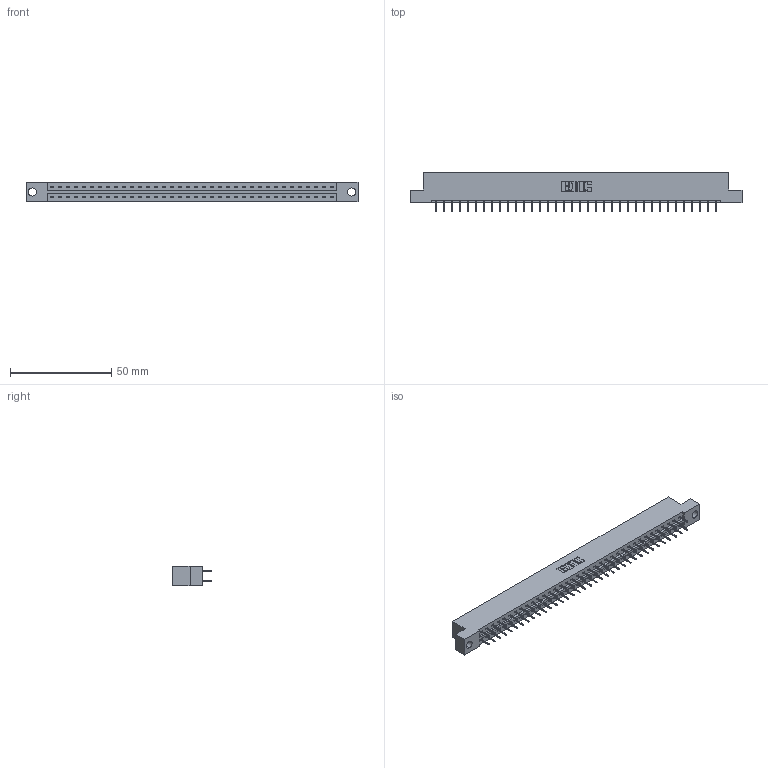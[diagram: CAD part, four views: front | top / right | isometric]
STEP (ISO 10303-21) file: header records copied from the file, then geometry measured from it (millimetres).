
FILE_DESCRIPTION (( 'STEP AP203' ), '1' );
FILE_NAME ('333-072-524-204.STEP', '2018-08-04T20:40:28', ( '' ), ( '' ), 'SwSTEP 2.0', 'SolidWorks 2016', '' );
FILE_SCHEMA (( 'CONFIG_CONTROL_DESIGN' ));
Length unit declared in the file: inch
Products named in the file (3): 333 Part_Flush - .156 Dia - TH; 345-292-001_345-293-124; 333-072-524-204
Assembly tree (73 placements, depth 2):
  333-072-524-204
    333 Part_Flush - .156 Dia - TH
    345-292-001_345-293-124  x72
Bounding box: 164.19 x 19.69 x 9.4 mm (x, y, z)
Volume: 16509.5 mm3; surface area: 18926.3 mm2
Topology: 73 solids, 73 shells, 4146 faces, 11759 edges, 7550 vertices
Faces by surface type: plane 3094, cylinder 1052
Entity records: 24013 total; most frequent: CARTESIAN_POINT 3986, ORIENTED_EDGE 3922, DIRECTION 3417, EDGE_CURVE 1961, LINE 1837, VECTOR 1837, VERTEX_POINT 1302, AXIS2_PLACEMENT_3D 790
